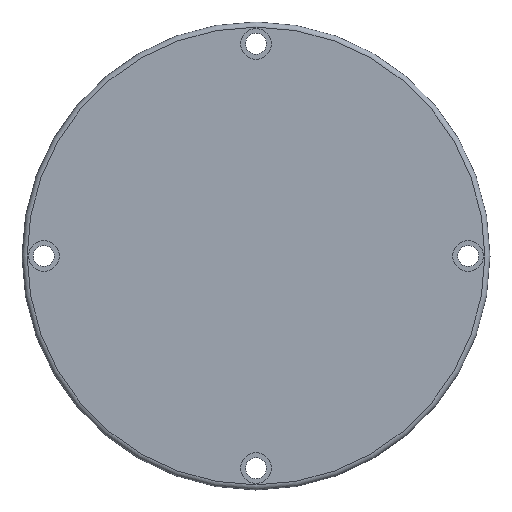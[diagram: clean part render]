
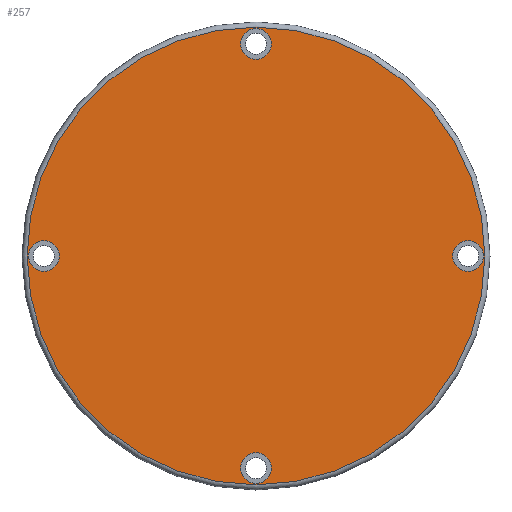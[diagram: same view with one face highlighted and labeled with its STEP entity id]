
A CAD part, front view. The second image highlights one B-rep face of the part: STEP entity #257.
In plain terms, the highlighted planar face has unit normal (0, -1, 0).
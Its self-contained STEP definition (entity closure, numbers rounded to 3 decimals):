
#19=FACE_BOUND('',#86,.T.);
#20=FACE_BOUND('',#87,.T.);
#21=FACE_BOUND('',#88,.T.);
#22=FACE_BOUND('',#89,.T.);
#28=PLANE('',#309);
#64=FACE_OUTER_BOUND('',#85,.T.);
#85=EDGE_LOOP('',(#206));
#86=EDGE_LOOP('',(#207));
#87=EDGE_LOOP('',(#208));
#88=EDGE_LOOP('',(#209));
#89=EDGE_LOOP('',(#210));
#117=CIRCLE('',#308,44.5);
#118=CIRCLE('',#310,3.);
#119=CIRCLE('',#311,3.);
#120=CIRCLE('',#312,3.);
#121=CIRCLE('',#313,3.);
#139=VERTEX_POINT('',#452);
#140=VERTEX_POINT('',#456);
#141=VERTEX_POINT('',#458);
#142=VERTEX_POINT('',#460);
#143=VERTEX_POINT('',#462);
#164=EDGE_CURVE('',#139,#139,#117,.T.);
#165=EDGE_CURVE('',#140,#140,#118,.T.);
#166=EDGE_CURVE('',#141,#141,#119,.T.);
#167=EDGE_CURVE('',#142,#142,#120,.T.);
#168=EDGE_CURVE('',#143,#143,#121,.T.);
#206=ORIENTED_EDGE('',*,*,#164,.F.);
#207=ORIENTED_EDGE('',*,*,#165,.T.);
#208=ORIENTED_EDGE('',*,*,#166,.T.);
#209=ORIENTED_EDGE('',*,*,#167,.T.);
#210=ORIENTED_EDGE('',*,*,#168,.T.);
#257=ADVANCED_FACE('',(#64,#19,#20,#21,#22),#28,.F.);
#308=AXIS2_PLACEMENT_3D('',#454,#367,#368);
#309=AXIS2_PLACEMENT_3D('',#455,#369,#370);
#310=AXIS2_PLACEMENT_3D('',#457,#371,#372);
#311=AXIS2_PLACEMENT_3D('',#459,#373,#374);
#312=AXIS2_PLACEMENT_3D('',#461,#375,#376);
#313=AXIS2_PLACEMENT_3D('',#463,#377,#378);
#367=DIRECTION('center_axis',(0.,1.,0.));
#368=DIRECTION('ref_axis',(1.,0.,0.));
#369=DIRECTION('center_axis',(0.,1.,0.));
#370=DIRECTION('ref_axis',(0.,0.,1.));
#371=DIRECTION('center_axis',(0.,1.,0.));
#372=DIRECTION('ref_axis',(1.,0.,0.));
#373=DIRECTION('center_axis',(0.,1.,0.));
#374=DIRECTION('ref_axis',(1.,0.,0.));
#375=DIRECTION('center_axis',(0.,1.,0.));
#376=DIRECTION('ref_axis',(1.,0.,0.));
#377=DIRECTION('center_axis',(0.,1.,0.));
#378=DIRECTION('ref_axis',(1.,0.,0.));
#452=CARTESIAN_POINT('',(0.,0.,-44.5));
#454=CARTESIAN_POINT('Origin',(0.,0.,0.));
#455=CARTESIAN_POINT('Origin',(0.,0.,0.));
#456=CARTESIAN_POINT('',(-44.25,0.,0.));
#457=CARTESIAN_POINT('Origin',(-41.25,0.,0.));
#458=CARTESIAN_POINT('',(-3.,0.,-41.25));
#459=CARTESIAN_POINT('Origin',(0.,0.,-41.25));
#460=CARTESIAN_POINT('',(-3.,0.,41.25));
#461=CARTESIAN_POINT('Origin',(0.,0.,41.25));
#462=CARTESIAN_POINT('',(38.25,0.,0.));
#463=CARTESIAN_POINT('Origin',(41.25,0.,0.));
